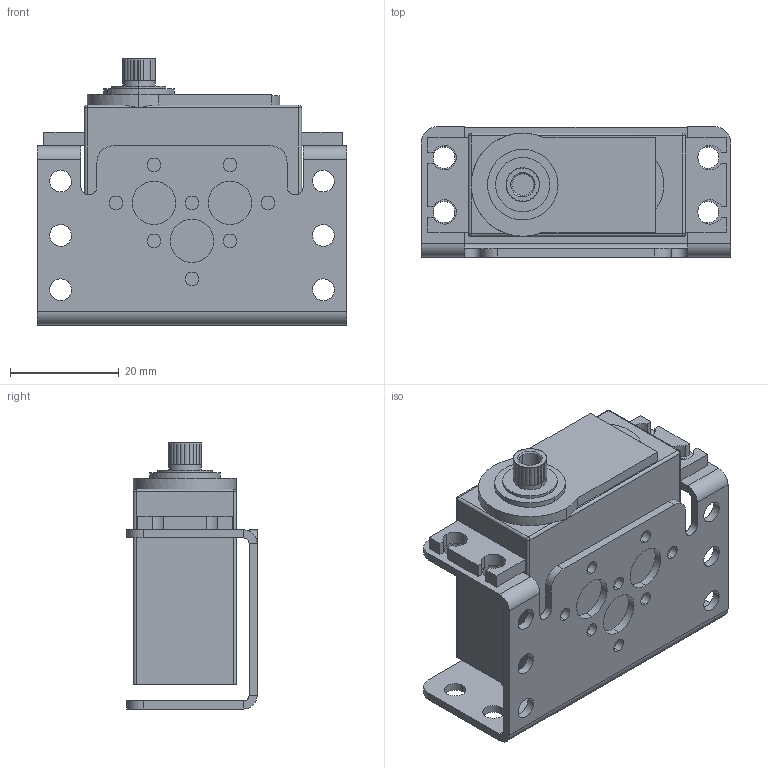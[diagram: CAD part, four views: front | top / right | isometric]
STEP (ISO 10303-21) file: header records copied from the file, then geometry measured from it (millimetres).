
FILE_DESCRIPTION (( 'STEP AP214' ), '1' );
FILE_NAME ('PanServo.STEP', '2025-09-26T07:09:04', ( 'Windows User' ), ( '' ), 'SwSTEP 2.0', 'SolidWorks 2023', '' );
FILE_SCHEMA (( 'AUTOMOTIVE_DESIGN' ));
Length unit declared in the file: millimetre
Products named in the file (1): PanServo
Bounding box: 57 x 24 x 49 mm (x, y, z)
Volume: 33708.9 mm3; surface area: 13751.7 mm2
Topology: 2 solids, 2 shells, 241 faces, 604 edges, 369 vertices
Faces by surface type: cylinder 120, plane 93, bspline 22, sphere 4, cone 2
Entity records: 10786 total; most frequent: CARTESIAN_POINT 2201, DIRECTION 1249, ORIENTED_EDGE 1200, EDGE_CURVE 600, AXIS2_PLACEMENT_3D 481, VERTEX_POINT 369, EDGE_LOOP 313, LINE 287
